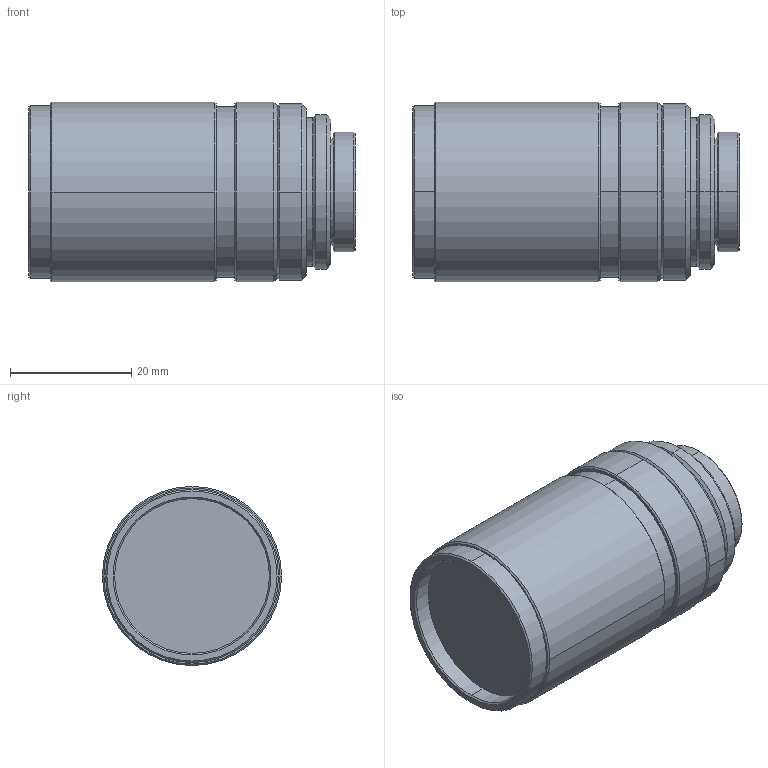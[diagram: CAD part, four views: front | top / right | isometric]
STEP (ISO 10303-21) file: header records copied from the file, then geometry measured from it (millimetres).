
FILE_DESCRIPTION(/* description */ ('AP214 STEP file'),/* implementation_level */ '2;1');
FILE_NAME(/* name */ 'FL-CC1214A-2M_spec_out',/* time_stamp */ '2015-09-03T09:12:49+02:00',/* author */ (''),/* organization */ (''),/* preprocessor_version */ '',/* originating_system */ 'UNIGRAPHICS',/* authorisation */ '');
FILE_SCHEMA (('AUTOMOTIVE_DESIGN'));
Length unit declared in the file: millimetre
Products named in the file (1): FL-CC1214A-2M_spec
Bounding box: 53.7 x 29.5 x 29.5 mm (x, y, z)
Volume: 32323.6 mm3; surface area: 6533.6 mm2
Topology: 1 solids, 1 shells, 53 faces, 112 edges, 68 vertices
Faces by surface type: cone 24, cylinder 20, plane 9
Entity records: 1355 total; most frequent: CARTESIAN_POINT 232, ORIENTED_EDGE 224, AXIS2_PLACEMENT_3D 122, EDGE_CURVE 112, STYLED_ITEM 106, DIRECTION 69, CIRCLE 68, VERTEX_POINT 68
